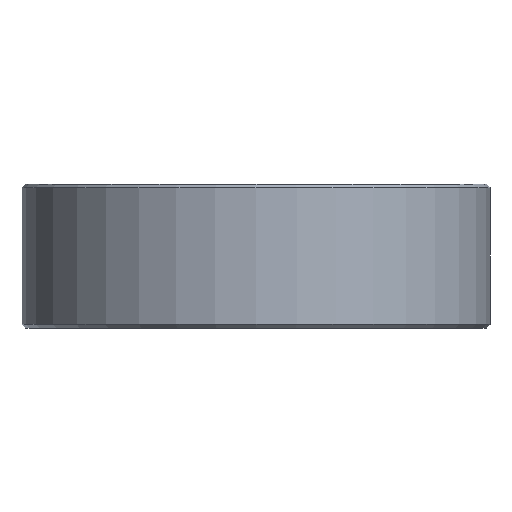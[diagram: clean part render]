
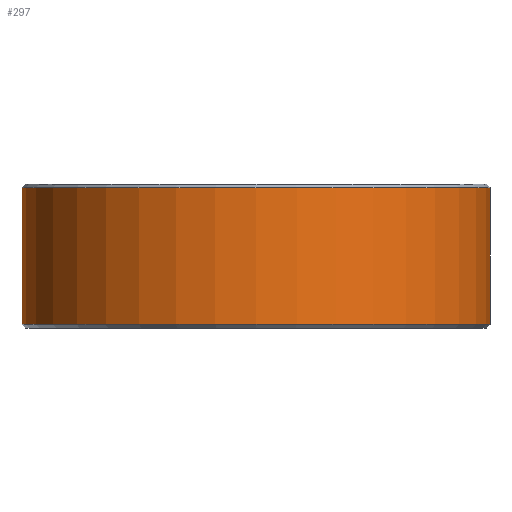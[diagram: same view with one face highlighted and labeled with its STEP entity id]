
A CAD part, front view. The second image highlights one B-rep face of the part: STEP entity #297.
In plain terms, the highlighted cylindrical face has radius 82.55 mm (diameter 165.1 mm), a partial arc.
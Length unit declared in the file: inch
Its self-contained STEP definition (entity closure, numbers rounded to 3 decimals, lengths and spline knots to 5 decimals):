
#133 = VECTOR ( 'NONE', #5267, 39.37008 ) ;
#297 = ADVANCED_FACE ( 'NONE', ( #2137 ), #3901, .T. ) ;
#399 = EDGE_CURVE ( 'NONE', #2043, #4703, #436, .T. ) ;
#436 = LINE ( 'NONE', #3525, #133 ) ;
#518 = DIRECTION ( 'NONE',  ( 0., 0., 1. ) ) ;
#733 = DIRECTION ( 'NONE',  ( 0., 0., -1. ) ) ;
#1131 = CARTESIAN_POINT ( 'NONE',  ( 3.25, 0., 1.95 ) ) ;
#1147 = EDGE_LOOP ( 'NONE', ( #2968, #5486, #3709, #1865 ) ) ;
#1546 = VERTEX_POINT ( 'NONE', #1979 ) ;
#1647 = DIRECTION ( 'NONE',  ( 0., 0., -1. ) ) ;
#1683 = VERTEX_POINT ( 'NONE', #4792 ) ;
#1753 = CARTESIAN_POINT ( 'NONE',  ( -3.25, 0., 2. ) ) ;
#1865 = ORIENTED_EDGE ( 'NONE', *, *, #4173, .T. ) ;
#1979 = CARTESIAN_POINT ( 'NONE',  ( -3.25, 0., 1.95 ) ) ;
#2043 = VERTEX_POINT ( 'NONE', #1131 ) ;
#2137 = FACE_OUTER_BOUND ( 'NONE', #1147, .T. ) ;
#2160 = EDGE_CURVE ( 'NONE', #1546, #1683, #2694, .T. ) ;
#2262 = CIRCLE ( 'NONE', #3277, 3.25 ) ;
#2492 = VECTOR ( 'NONE', #5568, 39.37008 ) ;
#2512 = DIRECTION ( 'NONE',  ( -1., 0., 0. ) ) ;
#2694 = LINE ( 'NONE', #1753, #2492 ) ;
#2968 = ORIENTED_EDGE ( 'NONE', *, *, #399, .F. ) ;
#2982 = CARTESIAN_POINT ( 'NONE',  ( 0., 0., 2. ) ) ;
#3277 = AXIS2_PLACEMENT_3D ( 'NONE', #4791, #1647, #3887 ) ;
#3458 = CIRCLE ( 'NONE', #4100, 3.25 ) ;
#3525 = CARTESIAN_POINT ( 'NONE',  ( 3.25, 0., 2. ) ) ;
#3709 = ORIENTED_EDGE ( 'NONE', *, *, #2160, .T. ) ;
#3887 = DIRECTION ( 'NONE',  ( 1., 0., 0. ) ) ;
#3901 = CYLINDRICAL_SURFACE ( 'NONE', #4280, 3.25 ) ;
#4076 = CARTESIAN_POINT ( 'NONE',  ( 0., 0., 0.05 ) ) ;
#4100 = AXIS2_PLACEMENT_3D ( 'NONE', #4076, #518, #4108 ) ;
#4108 = DIRECTION ( 'NONE',  ( 1., 0., 0. ) ) ;
#4173 = EDGE_CURVE ( 'NONE', #1683, #4703, #3458, .T. ) ;
#4280 = AXIS2_PLACEMENT_3D ( 'NONE', #2982, #733, #2512 ) ;
#4603 = CARTESIAN_POINT ( 'NONE',  ( 3.25, 0., 0.05 ) ) ;
#4703 = VERTEX_POINT ( 'NONE', #4603 ) ;
#4791 = CARTESIAN_POINT ( 'NONE',  ( 0., 0., 1.95 ) ) ;
#4792 = CARTESIAN_POINT ( 'NONE',  ( -3.25, 0., 0.05 ) ) ;
#5267 = DIRECTION ( 'NONE',  ( 0., 0., -1. ) ) ;
#5313 = EDGE_CURVE ( 'NONE', #2043, #1546, #2262, .T. ) ;
#5486 = ORIENTED_EDGE ( 'NONE', *, *, #5313, .T. ) ;
#5568 = DIRECTION ( 'NONE',  ( 0., 0., -1. ) ) ;
